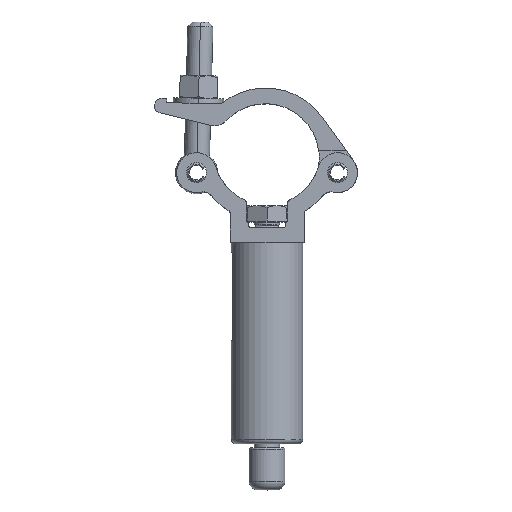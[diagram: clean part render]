
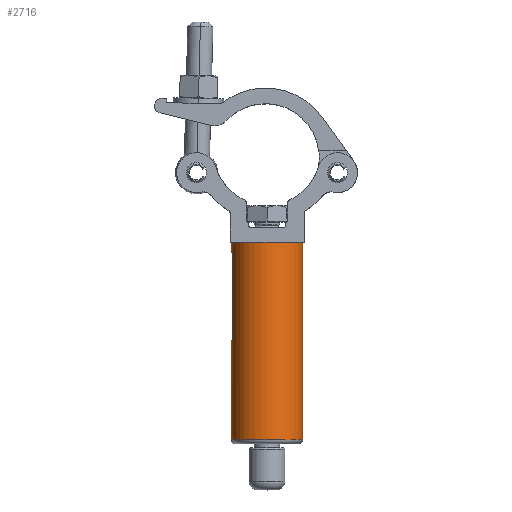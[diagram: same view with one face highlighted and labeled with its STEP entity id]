
A CAD part, top view. The second image highlights one B-rep face of the part: STEP entity #2716.
In plain terms, the highlighted cylindrical face has radius 17 mm (diameter 34 mm), a partial arc.
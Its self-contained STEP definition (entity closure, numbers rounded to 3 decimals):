
#45 = ORIENTED_EDGE ( 'NONE', *, *, #9412, .F. ) ;
#132 = DIRECTION ( 'NONE',  ( 0., -1., 0. ) ) ;
#443 = EDGE_CURVE ( 'NONE', #7984, #4588, #7550, .T. ) ;
#837 = CARTESIAN_POINT ( 'NONE',  ( -3.367, 5.245, 16.669 ) ) ;
#858 = ORIENTED_EDGE ( 'NONE', *, *, #2838, .T. ) ;
#904 = AXIS2_PLACEMENT_3D ( 'NONE', #5816, #1722, #5001 ) ;
#993 = CARTESIAN_POINT ( 'NONE',  ( -2.952, 5.187, 16.747 ) ) ;
#1099 = DIRECTION ( 'NONE',  ( 0., 0., 1. ) ) ;
#1498 = CARTESIAN_POINT ( 'NONE',  ( 0., 96., 17. ) ) ;
#1722 = DIRECTION ( 'NONE',  ( 0., 1., 0. ) ) ;
#1832 = CARTESIAN_POINT ( 'NONE',  ( 0., 96., -17. ) ) ;
#1863 = CARTESIAN_POINT ( 'NONE',  ( -4.599, 5.467, 16.372 ) ) ;
#1972 = CARTESIAN_POINT ( 'NONE',  ( 0., 0., 17. ) ) ;
#2134 = VECTOR ( 'NONE', #132, 1000. ) ;
#2583 = EDGE_LOOP ( 'NONE', ( #45, #5807, #858, #5019, #4631, #5682, #9818, #3671 ) ) ;
#2608 = CARTESIAN_POINT ( 'NONE',  ( 0., 94., 0. ) ) ;
#2614 = LINE ( 'NONE', #7592, #7015 ) ;
#2668 = CARTESIAN_POINT ( 'NONE',  ( -1.701, 5.047, 16.936 ) ) ;
#2716 = ADVANCED_FACE ( 'NONE', ( #10706 ), #10605, .T. ) ;
#2721 = DIRECTION ( 'NONE',  ( 0., -1., 0. ) ) ;
#2724 = CARTESIAN_POINT ( 'NONE',  ( -5., 5.56, 16.248 ) ) ;
#2838 = EDGE_CURVE ( 'NONE', #3681, #3211, #10055, .T. ) ;
#2876 = CIRCLE ( 'NONE', #4254, 17. ) ;
#2880 = VERTEX_POINT ( 'NONE', #8418 ) ;
#3211 = VERTEX_POINT ( 'NONE', #5704 ) ;
#3317 = DIRECTION ( 'NONE',  ( 0., -1., 0. ) ) ;
#3648 = EDGE_CURVE ( 'NONE', #5296, #3681, #6967, .T. ) ;
#3671 = ORIENTED_EDGE ( 'NONE', *, *, #5780, .T. ) ;
#3681 = VERTEX_POINT ( 'NONE', #7698 ) ;
#3817 = VERTEX_POINT ( 'NONE', #5418 ) ;
#4254 = AXIS2_PLACEMENT_3D ( 'NONE', #8495, #9910, #1099 ) ;
#4375 = AXIS2_PLACEMENT_3D ( 'NONE', #2608, #2721, #9377 ) ;
#4588 = VERTEX_POINT ( 'NONE', #1972 ) ;
#4631 = ORIENTED_EDGE ( 'NONE', *, *, #443, .F. ) ;
#4963 = CARTESIAN_POINT ( 'NONE',  ( 0., 96., 0. ) ) ;
#5001 = DIRECTION ( 'NONE',  ( 0., 0., 1. ) ) ;
#5011 = DIRECTION ( 'NONE',  ( 0., -1., 0. ) ) ;
#5019 = ORIENTED_EDGE ( 'NONE', *, *, #7744, .T. ) ;
#5296 = VERTEX_POINT ( 'NONE', #6100 ) ;
#5418 = CARTESIAN_POINT ( 'NONE',  ( -5., 5.56, 16.248 ) ) ;
#5682 = ORIENTED_EDGE ( 'NONE', *, *, #6072, .T. ) ;
#5704 = CARTESIAN_POINT ( 'NONE',  ( 0., 0., -17. ) ) ;
#5726 = VERTEX_POINT ( 'NONE', #8307 ) ;
#5780 = EDGE_CURVE ( 'NONE', #5726, #2880, #10069, .T. ) ;
#5799 = DIRECTION ( 'NONE',  ( 0., 1., 0. ) ) ;
#5807 = ORIENTED_EDGE ( 'NONE', *, *, #3648, .T. ) ;
#5816 = CARTESIAN_POINT ( 'NONE',  ( 0., 47., 0. ) ) ;
#6072 = EDGE_CURVE ( 'NONE', #7984, #3817, #7364, .T. ) ;
#6100 = CARTESIAN_POINT ( 'NONE',  ( 0., 94., 17. ) ) ;
#6656 = CARTESIAN_POINT ( 'NONE',  ( -4.19, 5.385, 16.481 ) ) ;
#6967 = CIRCLE ( 'NONE', #4375, 17. ) ;
#7015 = VECTOR ( 'NONE', #5799, 1000. ) ;
#7357 = CARTESIAN_POINT ( 'NONE',  ( 0., 5., 17. ) ) ;
#7364 = B_SPLINE_CURVE_WITH_KNOTS ( 'NONE', 3,
 ( #7489, #10135, #2668, #993, #837, #6656, #1863, #2724 ),
 .UNSPECIFIED., .F., .F.,
 ( 4, 2, 2, 4 ),
 ( 0.005, 0.008, 0.009, 0.01 ),
 .UNSPECIFIED. ) ;
#7377 = EDGE_CURVE ( 'NONE', #3817, #5726, #2614, .T. ) ;
#7401 = DIRECTION ( 'NONE',  ( 0., 0., -1. ) ) ;
#7489 = CARTESIAN_POINT ( 'NONE',  ( 0., 5., 17. ) ) ;
#7550 = LINE ( 'NONE', #9009, #8446 ) ;
#7592 = CARTESIAN_POINT ( 'NONE',  ( -5., 96., 16.248 ) ) ;
#7698 = CARTESIAN_POINT ( 'NONE',  ( 0., 94., -17. ) ) ;
#7744 = EDGE_CURVE ( 'NONE', #3211, #4588, #2876, .T. ) ;
#7984 = VERTEX_POINT ( 'NONE', #7357 ) ;
#8170 = AXIS2_PLACEMENT_3D ( 'NONE', #4963, #5011, #7401 ) ;
#8307 = CARTESIAN_POINT ( 'NONE',  ( -5., 47., 16.248 ) ) ;
#8418 = CARTESIAN_POINT ( 'NONE',  ( 0., 47., 17. ) ) ;
#8446 = VECTOR ( 'NONE', #9164, 1000. ) ;
#8495 = CARTESIAN_POINT ( 'NONE',  ( 0., 0., 0. ) ) ;
#9009 = CARTESIAN_POINT ( 'NONE',  ( 0., 96., 17. ) ) ;
#9056 = LINE ( 'NONE', #1498, #9103 ) ;
#9103 = VECTOR ( 'NONE', #3317, 1000. ) ;
#9164 = DIRECTION ( 'NONE',  ( 0., -1., 0. ) ) ;
#9377 = DIRECTION ( 'NONE',  ( 0., 0., 1. ) ) ;
#9412 = EDGE_CURVE ( 'NONE', #5296, #2880, #9056, .T. ) ;
#9818 = ORIENTED_EDGE ( 'NONE', *, *, #7377, .T. ) ;
#9910 = DIRECTION ( 'NONE',  ( 0., 1., 0. ) ) ;
#10055 = LINE ( 'NONE', #1832, #2134 ) ;
#10069 = CIRCLE ( 'NONE', #904, 17. ) ;
#10135 = CARTESIAN_POINT ( 'NONE',  ( -0.856, 5., 17. ) ) ;
#10605 = CYLINDRICAL_SURFACE ( 'NONE', #8170, 17. ) ;
#10706 = FACE_OUTER_BOUND ( 'NONE', #2583, .T. ) ;
